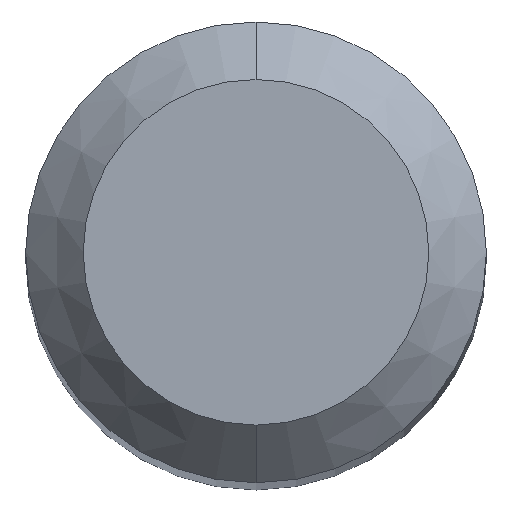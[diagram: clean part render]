
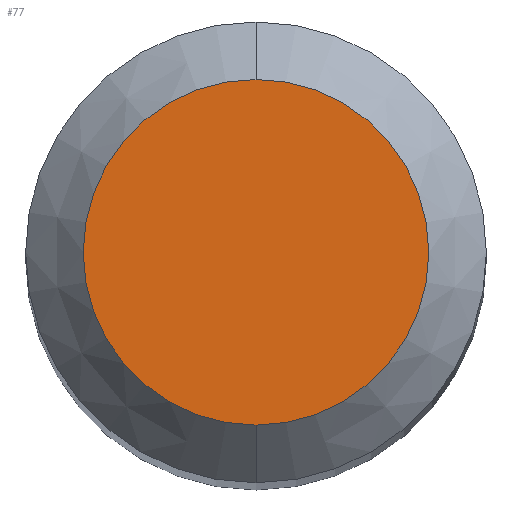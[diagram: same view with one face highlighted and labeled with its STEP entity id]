
A CAD part, top view. The second image highlights one B-rep face of the part: STEP entity #77.
In plain terms, the highlighted planar face has unit normal (0, 0, 1).
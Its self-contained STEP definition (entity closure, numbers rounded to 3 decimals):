
#56=PLANE('',#451);
#77=ADVANCED_FACE('',(#104),#56,.F.);
#104=FACE_OUTER_BOUND('',#125,.T.);
#125=EDGE_LOOP('',(#200,#201));
#200=ORIENTED_EDGE('',*,*,#257,.F.);
#201=ORIENTED_EDGE('',*,*,#260,.F.);
#221=VERTEX_POINT('',#673);
#222=VERTEX_POINT('',#674);
#257=EDGE_CURVE('',#221,#222,#286,.T.);
#260=EDGE_CURVE('',#222,#221,#287,.T.);
#286=CIRCLE('',#447,1.5);
#287=CIRCLE('',#449,1.5);
#447=AXIS2_PLACEMENT_3D('',#672,#573,#574);
#449=AXIS2_PLACEMENT_3D('',#678,#579,#580);
#451=AXIS2_PLACEMENT_3D('',#680,#583,#584);
#573=DIRECTION('',(0.,0.,-1.));
#574=DIRECTION('',(0.,1.,0.));
#579=DIRECTION('',(0.,0.,-1.));
#580=DIRECTION('',(0.,-1.,0.));
#583=DIRECTION('',(0.,0.,-1.));
#584=DIRECTION('',(0.,1.,0.));
#672=CARTESIAN_POINT('',(0.,0.,70.));
#673=CARTESIAN_POINT('',(0.,1.5,70.));
#674=CARTESIAN_POINT('',(0.,-1.5,70.));
#678=CARTESIAN_POINT('',(0.,0.,70.));
#680=CARTESIAN_POINT('',(0.,0.,70.));
